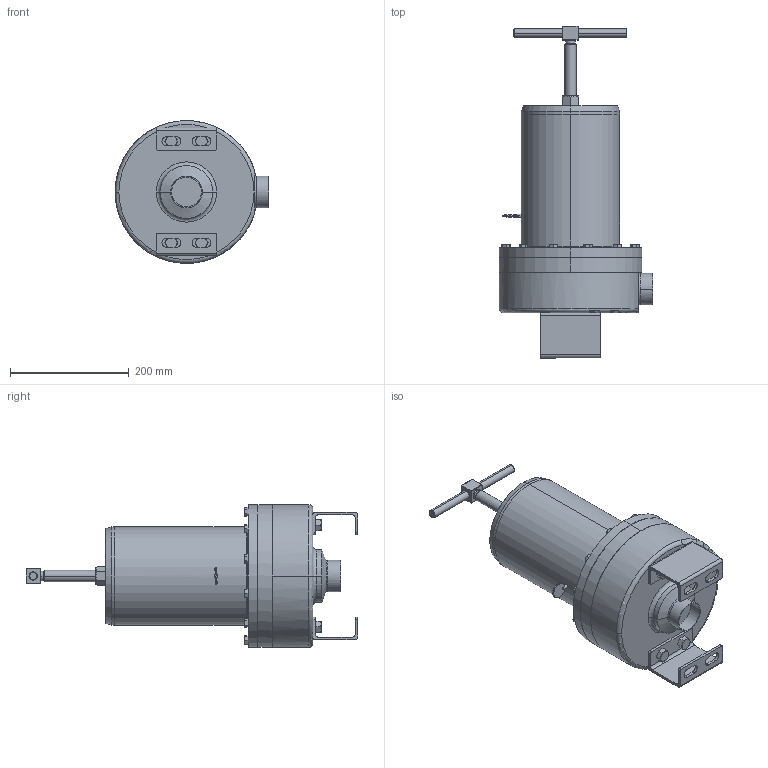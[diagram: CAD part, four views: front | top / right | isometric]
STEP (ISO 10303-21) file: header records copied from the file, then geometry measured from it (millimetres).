
FILE_DESCRIPTION (( 'STEP AP203' ), '1' );
FILE_NAME ('96DT-50.STEP', '2017-06-07T10:55:21', ( '' ), ( '' ), 'SwSTEP 2.0', 'SolidWorks 2014', '' );
FILE_SCHEMA (( 'CONFIG_CONTROL_DESIGN' ));
Length unit declared in the file: inch
Products named in the file (2): 96DT-50
Bounding box: 259.17 x 559.56 x 240.54 mm (x, y, z)
Volume: 10446774.8 mm3; surface area: 402480.3 mm2
Topology: 1 solids, 1 shells, 414 faces, 993 edges, 612 vertices
Faces by surface type: plane 181, cone 122, cylinder 95, torus 16
Entity records: 13216 total; most frequent: CARTESIAN_POINT 3591, ORIENTED_EDGE 1986, DIRECTION 1929, EDGE_CURVE 993, AXIS2_PLACEMENT_3D 756, VERTEX_POINT 612, EDGE_LOOP 477, VECTOR 417
